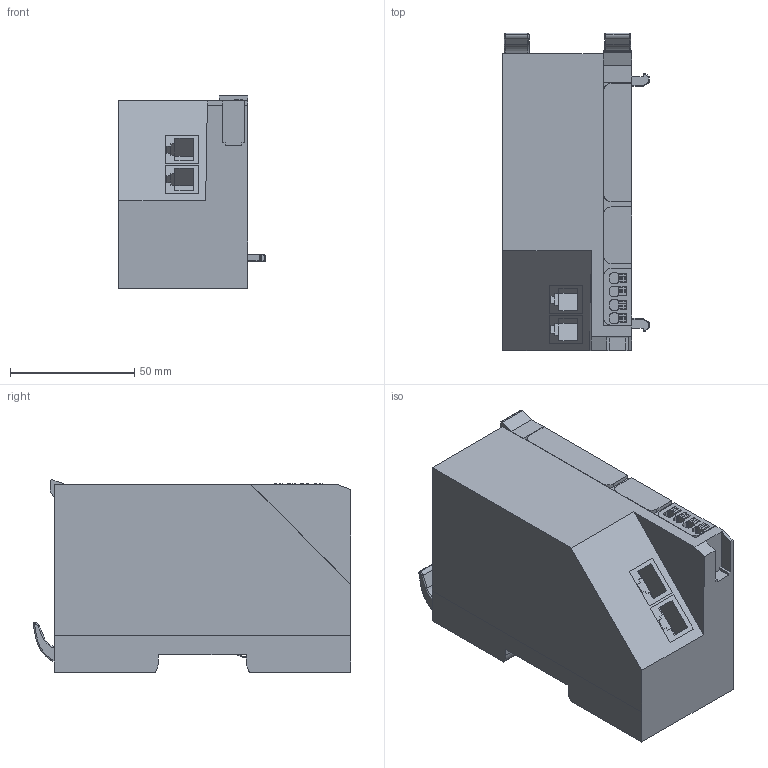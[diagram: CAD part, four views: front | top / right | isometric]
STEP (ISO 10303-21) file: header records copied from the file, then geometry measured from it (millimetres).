
FILE_DESCRIPTION(('CATIA V5 STEP Exchange','CAx-IF Rec.Pracs.--- Model Styling and Organization---1.4--- 2014-01-23'),'2;1');
FILE_NAME ('736765-5_2_2659680000_S3D_UR20-FBC-2RJ45-ECO.stp','2021-08-25T08:12:06+00:00',('none'),('Weidmueller'),'CATIA Version 5-6 Release 2016 SP3 HF44','CATIA V5 STEP AP214','none');
FILE_SCHEMA(('AUTOMOTIVE_DESIGN { 1 0 10303 214 1 1 1 1 }'));
Length unit declared in the file: millimetre
Products named in the file (1): S3D_UR20-FBC-2RJ45-ECO
Bounding box: 59 x 127.88 x 77.45 mm (x, y, z)
Volume: 425533.4 mm3; surface area: 45556.1 mm2
Topology: 10 solids, 10 shells, 373 faces, 947 edges, 607 vertices
Faces by surface type: plane 235, cylinder 102, torus 28, bspline 8
Entity records: 11658 total; most frequent: CARTESIAN_POINT 2533, ORIENTED_EDGE 1894, DIRECTION 1561, EDGE_CURVE 947, VECTOR 703, LINE 703, VERTEX_POINT 607, AXIS2_PLACEMENT_3D 525
